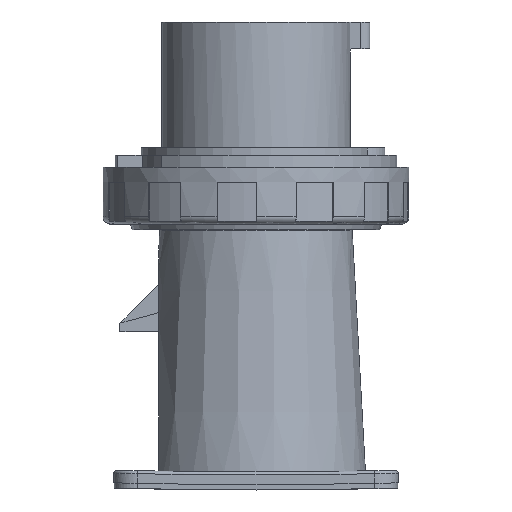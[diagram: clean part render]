
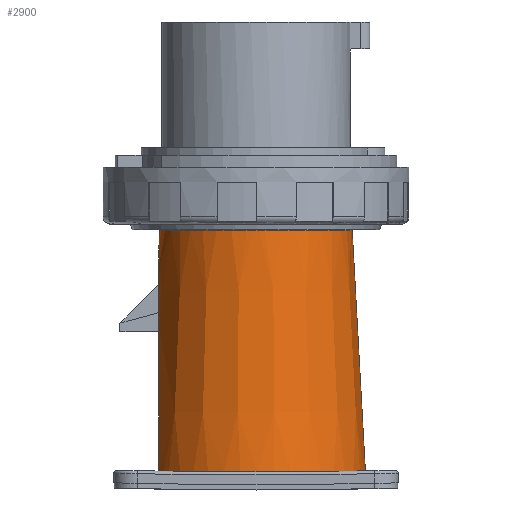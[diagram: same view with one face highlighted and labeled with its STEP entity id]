
A CAD part, left-side view. The second image highlights one B-rep face of the part: STEP entity #2900.
In plain terms, the highlighted conical face has half-angle 3.128 degrees and reference radius 34.307 mm.
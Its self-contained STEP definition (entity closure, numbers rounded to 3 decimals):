
#673=CARTESIAN_POINT('',(30.,-72.014,-0.27));
#674=CARTESIAN_POINT('',(28.592,-72.014,
-0.27));
#675=CARTESIAN_POINT('',(25.775,-71.851,
-0.27));
#676=CARTESIAN_POINT('',(21.596,-71.117,
-0.269));
#677=CARTESIAN_POINT('',(17.548,-69.912,
-0.267));
#678=CARTESIAN_POINT('',(13.643,-68.237,
-0.265));
#679=CARTESIAN_POINT('',(9.983,-66.135,
-0.262));
#680=CARTESIAN_POINT('',(6.567,-63.609,
-0.259));
#681=CARTESIAN_POINT('',(3.484,-60.721,
-0.256));
#682=CARTESIAN_POINT('',(0.743,-57.483,
-0.253));
#683=CARTESIAN_POINT('',(-1.599,-53.957,
-0.25));
#684=CARTESIAN_POINT('',(-3.519,-50.185,
-0.247));
#685=CARTESIAN_POINT('',(-4.993,-46.207,
-0.245));
#686=CARTESIAN_POINT('',(-5.994,-42.104,
-0.244));
#687=CARTESIAN_POINT('',(-6.516,-37.888,
-0.243));
#688=CARTESIAN_POINT('',(-6.548,-33.667,
-0.243));
#689=CARTESIAN_POINT('',(-6.09,-29.444,
-0.244));
#690=CARTESIAN_POINT('',(-5.151,-25.326,
-0.245));
#691=CARTESIAN_POINT('',(-3.739,-21.326,
-0.247));
#692=CARTESIAN_POINT('',(-1.875,-17.525,
-0.25));
#693=CARTESIAN_POINT('',(0.412,-13.965,
-0.252));
#694=CARTESIAN_POINT('',(3.104,-10.685,
-0.256));
#695=CARTESIAN_POINT('',(6.143,-7.75,
-0.259));
#696=CARTESIAN_POINT('',(9.518,-5.173,
-0.262));
#697=CARTESIAN_POINT('',(11.941,-3.733,
-0.264));
#698=CARTESIAN_POINT('',(13.19,-3.086,
-0.264));
#970=DIRECTION('',(0.,-0.055,-0.999));
#971=VECTOR('',#970,80.891);
#972=CARTESIAN_POINT('',(30.,-67.6,80.5));
#973=LINE('',#972,#971);
#979=DIRECTION('',(0.,0.055,-0.999));
#980=VECTOR('',#979,5.757);
#981=CARTESIAN_POINT('',(30.,-3.4,80.5));
#982=LINE('',#981,#980);
#1017=CARTESIAN_POINT('',(13.19,-3.086,
-0.264));
#1018=CARTESIAN_POINT('',(13.483,-3.086,2.207));
#1019=CARTESIAN_POINT('',(14.058,-3.086,6.948));
#1020=CARTESIAN_POINT('',(14.879,-3.086,13.431));
#1021=CARTESIAN_POINT('',(15.662,-3.086,19.358));
#1022=CARTESIAN_POINT('',(16.41,-3.086,24.772));
#1023=CARTESIAN_POINT('',(17.126,-3.086,29.724));
#1024=CARTESIAN_POINT('',(17.813,-3.086,34.251));
#1025=CARTESIAN_POINT('',(18.472,-3.086,38.39));
#1026=CARTESIAN_POINT('',(19.105,-3.086,42.178));
#1027=CARTESIAN_POINT('',(19.715,-3.086,45.641));
#1028=CARTESIAN_POINT('',(20.303,-3.086,48.807));
#1029=CARTESIAN_POINT('',(20.871,-3.086,51.703));
#1030=CARTESIAN_POINT('',(21.42,-3.086,54.349));
#1031=CARTESIAN_POINT('',(21.952,-3.086,56.767));
#1032=CARTESIAN_POINT('',(22.469,-3.086,58.976));
#1033=CARTESIAN_POINT('',(22.972,-3.086,60.992));
#1034=CARTESIAN_POINT('',(23.463,-3.086,62.83));
#1035=CARTESIAN_POINT('',(23.943,-3.086,64.506));
#1036=CARTESIAN_POINT('',(24.415,-3.086,66.031));
#1037=CARTESIAN_POINT('',(24.879,-3.086,67.415));
#1038=CARTESIAN_POINT('',(25.338,-3.086,68.667));
#1039=CARTESIAN_POINT('',(25.793,-3.086,69.795));
#1040=CARTESIAN_POINT('',(26.246,-3.086,70.806));
#1041=CARTESIAN_POINT('',(26.7,-3.086,71.705));
#1042=CARTESIAN_POINT('',(27.156,-3.086,72.493));
#1043=CARTESIAN_POINT('',(27.619,-3.086,73.174));
#1044=CARTESIAN_POINT('',(28.091,-3.086,73.745));
#1045=CARTESIAN_POINT('',(28.572,-3.086,74.199));
#1046=CARTESIAN_POINT('',(29.06,-3.086,74.525));
#1047=CARTESIAN_POINT('',(29.542,-3.086,74.714));
#1048=CARTESIAN_POINT('',(29.849,-3.086,74.752));
#1049=CARTESIAN_POINT('',(30.,-3.086,74.752));
#1051=CARTESIAN_POINT('',(30.,-35.5,80.5));
#1052=DIRECTION('',(0.,0.,-1.));
#1053=DIRECTION('',(-0.996,-0.093,0.));
#1054=AXIS2_PLACEMENT_3D('',#1051,#1052,#1053);
#1061=CARTESIAN_POINT('',(30.,-35.5,80.5));
#1062=DIRECTION('',(0.,0.,-1.));
#1063=DIRECTION('',(0.,-1.,0.));
#1064=AXIS2_PLACEMENT_3D('',#1061,#1062,#1063);
#1066=CARTESIAN_POINT('',(30.,-35.5,80.5));
#1067=DIRECTION('',(0.,0.,-1.));
#1068=DIRECTION('',(-0.996,0.093,0.));
#1069=AXIS2_PLACEMENT_3D('',#1066,#1067,#1068);
#2018=CARTESIAN_POINT('',(-1.96,-38.5,80.5));
#2019=CARTESIAN_POINT('',(-1.96,-32.5,80.5));
#2020=VERTEX_POINT('',#2018);
#2021=VERTEX_POINT('',#2019);
#2060=CARTESIAN_POINT('',(30.,-67.6,80.5));
#2061=CARTESIAN_POINT('',(30.,-72.014,-0.27));
#2062=VERTEX_POINT('',#2060);
#2063=VERTEX_POINT('',#2061);
#2064=CARTESIAN_POINT('',(30.,-3.4,80.5));
#2065=CARTESIAN_POINT('',(30.,-3.086,74.752));
#2066=VERTEX_POINT('',#2064);
#2067=VERTEX_POINT('',#2065);
#2087=VERTEX_POINT('',#1017);
#2883=CARTESIAN_POINT('',(30.,-35.5,40.115));
#2884=DIRECTION('',(0.,0.,-1.));
#2885=DIRECTION('',(0.,-1.,0.));
#2886=AXIS2_PLACEMENT_3D('',#2883,#2884,#2885);
#2887=CONICAL_SURFACE('',#2886,34.307,3.128);
#2888=ORIENTED_EDGE('',*,*,#2868,.T.);
#2889=ORIENTED_EDGE('',*,*,#2825,.T.);
#2890=ORIENTED_EDGE('',*,*,#2839,.T.);
#2891=ORIENTED_EDGE('',*,*,#2876,.F.);
#2893=ORIENTED_EDGE('',*,*,#2892,.F.);
#2895=ORIENTED_EDGE('',*,*,#2894,.F.);
#2897=ORIENTED_EDGE('',*,*,#2896,.F.);
#2898=EDGE_LOOP('',(#2888,#2889,#2890,#2891,#2893,#2895,#2897));
#2899=FACE_OUTER_BOUND('',#2898,.F.);
#2900=ADVANCED_FACE('',(#2899),#2887,.T.);
#699=B_SPLINE_CURVE_WITH_KNOTS('',3,(#673,#674,#675,#676,#677,#678,#679,#680,
#681,#682,#683,#684,#685,#686,#687,#688,#689,#690,#691,#692,#693,#694,#695,#696,
#697,#698),.UNSPECIFIED.,.F.,.F.,(4,1,1,1,1,1,1,1,1,1,1,1,1,1,1,1,1,1,1,1,1,1,1,
4),(0.,0.043,0.087,0.13,
0.174,0.217,0.261,0.304,
0.348,0.391,0.435,0.478,
0.522,0.565,0.609,0.652,
0.696,0.739,0.783,0.826,
0.87,0.913,0.957,1.),.UNSPECIFIED.);
#1050=B_SPLINE_CURVE_WITH_KNOTS('',3,(#1017,#1018,#1019,#1020,#1021,#1022,#1023,
#1024,#1025,#1026,#1027,#1028,#1029,#1030,#1031,#1032,#1033,#1034,#1035,#1036,
#1037,#1038,#1039,#1040,#1041,#1042,#1043,#1044,#1045,#1046,#1047,#1048,#1049),
.UNSPECIFIED.,.F.,.F.,(4,1,1,1,1,1,1,1,1,1,1,1,1,1,1,1,1,1,1,1,1,1,1,1,1,1,1,1,
1,1,4),(0.,0.033,0.067,0.1,0.133,
0.167,0.2,0.233,0.267,0.3,
0.333,0.367,0.4,0.433,0.467,
0.5,0.533,0.567,0.6,0.633,
0.667,0.7,0.733,0.767,0.8,
0.833,0.867,0.9,0.933,0.967,
1.),.UNSPECIFIED.);
#1055=CIRCLE('',#1054,32.1);
#1065=CIRCLE('',#1064,32.1);
#1070=CIRCLE('',#1069,32.1);
#2825=EDGE_CURVE('',#2063,#2087,#699,.T.);
#2839=EDGE_CURVE('',#2087,#2067,#1050,.T.);
#2868=EDGE_CURVE('',#2062,#2063,#973,.T.);
#2876=EDGE_CURVE('',#2066,#2067,#982,.T.);
#2892=EDGE_CURVE('',#2021,#2066,#1070,.T.);
#2894=EDGE_CURVE('',#2020,#2021,#1055,.T.);
#2896=EDGE_CURVE('',#2062,#2020,#1065,.T.);
